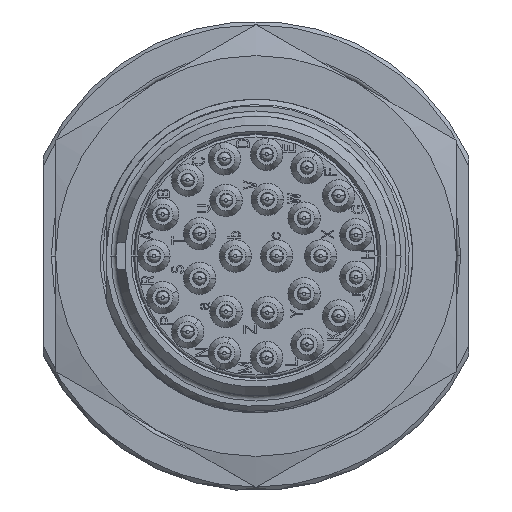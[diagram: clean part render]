
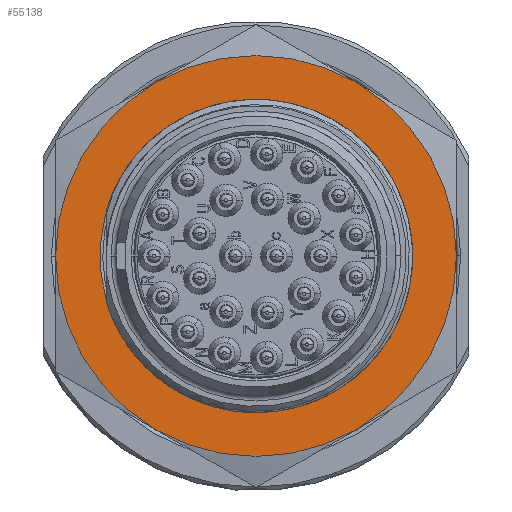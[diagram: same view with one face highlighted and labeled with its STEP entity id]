
A CAD part, left-side view. The second image highlights one B-rep face of the part: STEP entity #55138.
In plain terms, the highlighted planar face has unit normal (-1, 0, 0).
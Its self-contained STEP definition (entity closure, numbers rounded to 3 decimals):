
#14390=CARTESIAN_POINT('',(17.2,-2.895,12.16));
#14391=CARTESIAN_POINT('',(17.2,-3.262,12.064));
#14392=CARTESIAN_POINT('',(17.2,-3.983,11.84));
#14393=CARTESIAN_POINT('',(17.2,-4.679,11.552));
#14394=CARTESIAN_POINT('',(17.2,-5.021,11.393));
#14396=CARTESIAN_POINT('',(17.2,0.,0.));
#14397=DIRECTION('',(1.,0.,0.));
#14398=DIRECTION('',(0.,0.759,0.651));
#14399=AXIS2_PLACEMENT_3D('',#14396,#14397,#14398);
#14427=CARTESIAN_POINT('',(17.2,0.,0.));
#14428=DIRECTION('',(1.,0.,0.));
#14429=DIRECTION('',(0.,-0.5,0.866));
#14430=AXIS2_PLACEMENT_3D('',#14427,#14428,#14429);
#14432=CARTESIAN_POINT('',(17.2,0.,0.));
#14433=DIRECTION('',(1.,0.,0.));
#14434=DIRECTION('',(0.,-1.,0.));
#14435=AXIS2_PLACEMENT_3D('',#14432,#14433,#14434);
#14437=CARTESIAN_POINT('',(17.2,0.,0.));
#14438=DIRECTION('',(-1.,0.,0.));
#14439=DIRECTION('',(0.,1.,0.));
#14440=AXIS2_PLACEMENT_3D('',#14437,#14438,#14439);
#14442=CARTESIAN_POINT('',(17.2,0.,0.));
#14443=DIRECTION('',(-1.,0.,0.));
#14444=DIRECTION('',(0.,0.5,0.866));
#14445=AXIS2_PLACEMENT_3D('',#14442,#14443,#14444);
#14447=CARTESIAN_POINT('',(17.2,10.8,6.235));
#14448=CARTESIAN_POINT('',(17.2,10.661,6.483));
#14449=CARTESIAN_POINT('',(17.2,10.365,6.968));
#14450=CARTESIAN_POINT('',(17.2,10.034,7.435));
#14451=CARTESIAN_POINT('',(17.2,9.859,7.663));
#14453=CARTESIAN_POINT('',(17.2,11.346,5.126));
#14454=CARTESIAN_POINT('',(17.2,11.294,5.247));
#14455=CARTESIAN_POINT('',(17.2,11.186,5.49));
#14456=CARTESIAN_POINT('',(17.2,11.002,5.864));
#14457=CARTESIAN_POINT('',(17.2,10.869,6.111));
#14458=CARTESIAN_POINT('',(17.2,10.8,6.235));
#14473=CARTESIAN_POINT('',(17.2,-8.,13.856));
#14475=CARTESIAN_POINT('',(17.2,0.,0.));
#14476=DIRECTION('',(-1.,0.,0.));
#14477=DIRECTION('',(0.,-0.5,0.866));
#14478=AXIS2_PLACEMENT_3D('',#14475,#14476,#14477);
#14686=CARTESIAN_POINT('',(17.2,8.,-13.856));
#14688=CARTESIAN_POINT('',(17.2,0.,0.));
#14689=DIRECTION('',(-1.,0.,0.));
#14690=DIRECTION('',(0.,0.5,-0.866));
#14691=AXIS2_PLACEMENT_3D('',#14688,#14689,#14690);
#14726=CARTESIAN_POINT('',(17.2,-8.,-13.856));
#14764=CARTESIAN_POINT('',(17.2,-16.,0.));
#15082=CARTESIAN_POINT('',(17.2,0.,0.));
#15083=DIRECTION('',(1.,0.,0.));
#15084=DIRECTION('',(0.,-0.403,0.915));
#15085=AXIS2_PLACEMENT_3D('',#15082,#15083,#15084);
#15186=CARTESIAN_POINT('',(17.2,9.859,7.663));
#15187=CARTESIAN_POINT('',(17.2,9.799,7.743));
#15188=CARTESIAN_POINT('',(17.2,9.678,7.902));
#15189=CARTESIAN_POINT('',(17.2,9.553,8.059));
#15190=CARTESIAN_POINT('',(17.2,9.489,8.136));
#16163=CARTESIAN_POINT('',(17.2,16.,0.));
#16201=CARTESIAN_POINT('',(17.2,8.,13.856));
#24766=VERTEX_POINT('',#14473);
#24769=VERTEX_POINT('',#14764);
#24772=VERTEX_POINT('',#14726);
#24784=VERTEX_POINT('',#14686);
#24787=VERTEX_POINT('',#16163);
#24790=VERTEX_POINT('',#16201);
#24792=VERTEX_POINT('',#14453);
#24793=VERTEX_POINT('',#14458);
#24800=CARTESIAN_POINT('',(17.2,9.489,8.136));
#24801=CARTESIAN_POINT('',(17.2,-2.895,12.16));
#24802=VERTEX_POINT('',#24800);
#24803=VERTEX_POINT('',#24801);
#24808=VERTEX_POINT('',#15186);
#24809=VERTEX_POINT('',#14394);
#55107=CARTESIAN_POINT('',(17.2,0.,0.));
#55108=DIRECTION('',(1.,0.,0.));
#55109=DIRECTION('',(0.,0.,-1.));
#55110=AXIS2_PLACEMENT_3D('',#55107,#55108,#55109);
#55111=PLANE('348',#55110);
#55113=ORIENTED_EDGE('2891',*,*,#55112,.F.);
#55115=ORIENTED_EDGE('2882',*,*,#55114,.T.);
#55117=ORIENTED_EDGE('2883',*,*,#55116,.T.);
#55119=ORIENTED_EDGE('2890',*,*,#55118,.F.);
#55121=ORIENTED_EDGE('2887',*,*,#55120,.F.);
#55123=ORIENTED_EDGE('2886',*,*,#55122,.F.);
#55124=EDGE_LOOP('348',(#55113,#55115,#55117,#55119,#55121,#55123));
#55125=FACE_OUTER_BOUND('348',#55124,.F.);
#55126=ORIENTED_EDGE('2933',*,*,#55098,.F.);
#55128=ORIENTED_EDGE('2958',*,*,#55127,.F.);
#55130=ORIENTED_EDGE('3009',*,*,#55129,.F.);
#55132=ORIENTED_EDGE('2917',*,*,#55131,.F.);
#55134=ORIENTED_EDGE('3025',*,*,#55133,.F.);
#55135=ORIENTED_EDGE('2961',*,*,#55086,.F.);
#55136=EDGE_LOOP('348',(#55126,#55128,#55130,#55132,#55134,#55135));
#55137=FACE_BOUND('348',#55136,.F.);
#14395=B_SPLINE_CURVE_WITH_KNOTS('2961',3,(#14390,#14391,#14392,#14393,#14394),
.UNSPECIFIED.,.F.,.F.,(4,1,4),(0.,0.5,1.),.UNSPECIFIED.);
#14400=CIRCLE('2933',#14399,12.5);
#14431=CIRCLE('2882',#14430,16.);
#14436=CIRCLE('2883',#14435,16.);
#14441=CIRCLE('2887',#14440,16.);
#14446=CIRCLE('2886',#14445,16.);
#14452=B_SPLINE_CURVE_WITH_KNOTS('3009',3,(#14447,#14448,#14449,#14450,#14451),
.UNSPECIFIED.,.F.,.F.,(4,1,4),(0.,0.5,1.),.UNSPECIFIED.);
#14459=B_SPLINE_CURVE_WITH_KNOTS('2917',3,(#14453,#14454,#14455,#14456,#14457,
#14458),.UNSPECIFIED.,.F.,.F.,(4,1,1,4),(0.,0.333,
0.667,1.),.UNSPECIFIED.);
#14479=CIRCLE('2891',#14478,16.);
#14692=CIRCLE('2890',#14691,16.);
#15086=CIRCLE('3025',#15085,12.45);
#15191=B_SPLINE_CURVE_WITH_KNOTS('2958',3,(#15186,#15187,#15188,#15189,#15190),
.UNSPECIFIED.,.F.,.F.,(4,1,4),(0.,0.5,1.),.UNSPECIFIED.);
#55086=EDGE_CURVE('2961',#24803,#24809,#14395,.T.);
#55098=EDGE_CURVE('2933',#24802,#24803,#14400,.T.);
#55112=EDGE_CURVE('2891',#24766,#24790,#14479,.T.);
#55114=EDGE_CURVE('2882',#24766,#24769,#14431,.T.);
#55116=EDGE_CURVE('2883',#24769,#24772,#14436,.T.);
#55118=EDGE_CURVE('2890',#24784,#24772,#14692,.T.);
#55120=EDGE_CURVE('2887',#24787,#24784,#14441,.T.);
#55122=EDGE_CURVE('2886',#24790,#24787,#14446,.T.);
#55127=EDGE_CURVE('2958',#24808,#24802,#15191,.T.);
#55129=EDGE_CURVE('3009',#24793,#24808,#14452,.T.);
#55131=EDGE_CURVE('2917',#24792,#24793,#14459,.T.);
#55133=EDGE_CURVE('3025',#24809,#24792,#15086,.T.);
#55138=ADVANCED_FACE('348',(#55125,#55137),#55111,.F.);
